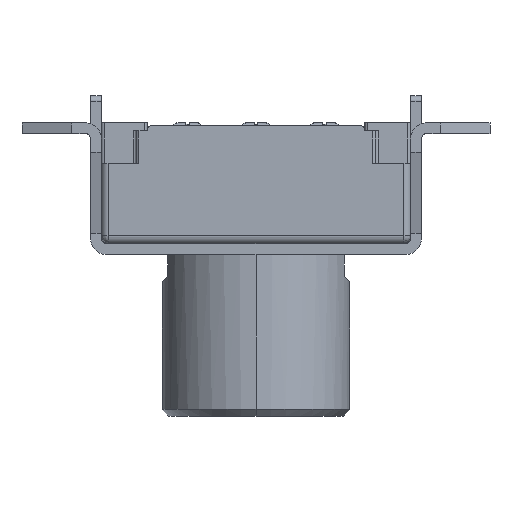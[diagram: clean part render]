
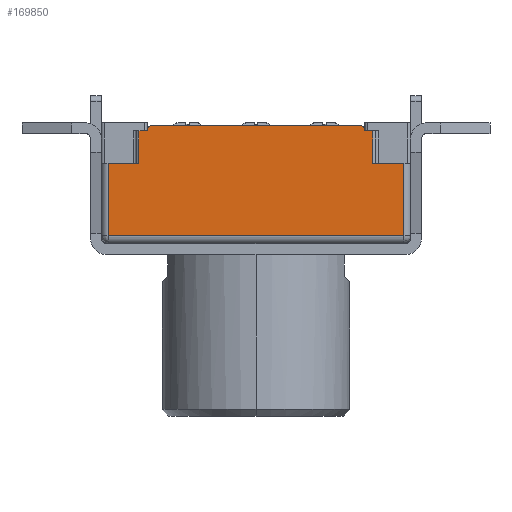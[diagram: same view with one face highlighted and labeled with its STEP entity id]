
A CAD part, left-side view. The second image highlights one B-rep face of the part: STEP entity #169850.
In plain terms, the highlighted face is planar.
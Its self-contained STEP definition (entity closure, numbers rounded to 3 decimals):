
#21530=CARTESIAN_POINT('',(10.1,11.5,1.2));
#21540=VERTEX_POINT('',#21530);
#22040=CARTESIAN_POINT('',(11.25,11.5,1.2));
#22050=VERTEX_POINT('',#22040);
#22080=CARTESIAN_POINT('',(10.2,11.5,1.2));
#22090=DIRECTION('',(1.,0.,0.));
#22100=VECTOR('',#22090,1.);
#22110=LINE('',#22080,#22100);
#22120=EDGE_CURVE('',#21540,#22050,#22110,.T.);
#72250=CARTESIAN_POINT('',(1.4,11.5,1.2));
#72260=VERTEX_POINT('',#72250);
#72290=CARTESIAN_POINT('',(0.,11.5,1.2));
#72300=DIRECTION('',(1.,0.,0.));
#72310=VECTOR('',#72300,1.);
#72320=LINE('',#72290,#72310);
#72330=CARTESIAN_POINT('',(0.25,11.5,1.2));
#72340=VERTEX_POINT('',#72330);
#72350=EDGE_CURVE('',#72340,#72260,#72320,.T.);
#72710=CARTESIAN_POINT('',(0.25,11.5,4.2));
#72720=DIRECTION('',(0.,0.,-1.));
#72730=VECTOR('',#72720,1.);
#72740=LINE('',#72710,#72730);
#72750=CARTESIAN_POINT('',(0.25,11.5,3.9));
#72760=VERTEX_POINT('',#72750);
#72770=EDGE_CURVE('',#72760,#72340,#72740,.T.);
#89520=CARTESIAN_POINT('',(1.4,11.5,0.));
#89530=VERTEX_POINT('',#89520);
#89560=CARTESIAN_POINT('',(1.4,11.5,0.));
#89570=DIRECTION('',(0.,0.,1.));
#89580=VECTOR('',#89570,1.);
#89590=LINE('',#89560,#89580);
#89600=EDGE_CURVE('',#89530,#72260,#89590,.T.);
#92100=CARTESIAN_POINT('',(10.1,11.5,0.));
#92110=DIRECTION('',(0.,0.,-1.));
#92120=VECTOR('',#92110,1.);
#92130=LINE('',#92100,#92120);
#92140=CARTESIAN_POINT('',(10.1,11.5,0.));
#92150=VERTEX_POINT('',#92140);
#92160=EDGE_CURVE('',#21540,#92150,#92130,.T.);
#143620=CARTESIAN_POINT('',(5.75,11.5,0.));
#143630=DIRECTION('',(-1.,0.,0.));
#143640=VECTOR('',#143630,1.);
#143650=LINE('',#143620,#143640);
#143660=CARTESIAN_POINT('',(9.8,11.5,0.));
#143670=VERTEX_POINT('',#143660);
#143680=EDGE_CURVE('',#92150,#143670,#143650,.T.);
#143750=CARTESIAN_POINT('',(1.7,11.5,0.));
#143760=VERTEX_POINT('',#143750);
#143770=EDGE_CURVE('',#143760,#89530,#143650,.T.);
#144050=CARTESIAN_POINT('',(9.6,11.5,0.));
#144060=DIRECTION('',(0.,-1.,0.));
#144070=DIRECTION('',(1.,0.,0.));
#144080=AXIS2_PLACEMENT_3D('',#144050,#144060,#144070);
#144090=CIRCLE('',#144080,0.2);
#144100=CARTESIAN_POINT('',(9.6,11.5,-0.2));
#144110=VERTEX_POINT('',#144100);
#144120=EDGE_CURVE('',#144110,#143670,#144090,.T.);
#145870=CARTESIAN_POINT('',(1.9,11.5,0.));
#145880=DIRECTION('',(0.,1.,0.));
#145890=DIRECTION('',(-1.,0.,0.));
#145900=AXIS2_PLACEMENT_3D('',#145870,#145880,#145890);
#145910=CIRCLE('',#145900,0.2);
#145920=CARTESIAN_POINT('',(1.9,11.5,-0.2));
#145930=VERTEX_POINT('',#145920);
#145940=EDGE_CURVE('',#145930,#143760,#145910,.T.);
#146550=CARTESIAN_POINT('',(1.7,11.5,-0.2));
#146560=DIRECTION('',(1.,0.,0.));
#146570=VECTOR('',#146560,1.);
#146580=LINE('',#146550,#146570);
#146590=EDGE_CURVE('',#145930,#144110,#146580,.T.);
#169430=CARTESIAN_POINT('',(11.5,11.5,3.9));
#169440=DIRECTION('',(1.,0.,0.));
#169450=VECTOR('',#169440,1.);
#169460=LINE('',#169430,#169450);
#169470=CARTESIAN_POINT('',(11.25,11.5,3.9));
#169480=VERTEX_POINT('',#169470);
#169490=EDGE_CURVE('',#72760,#169480,#169460,.T.);
#169610=CARTESIAN_POINT('',(5.149,11.5,2.806));
#169620=DIRECTION('',(0.,1.,0.));
#169630=DIRECTION('',(1.,0.,0.));
#169640=AXIS2_PLACEMENT_3D('',#169610,#169620,#169630);
#169650=PLANE('',#169640);
#169660=ORIENTED_EDGE('',*,*,#169490,.T.);
#169670=ORIENTED_EDGE('',*,*,#72770,.F.);
#169680=ORIENTED_EDGE('',*,*,#72350,.F.);
#169690=ORIENTED_EDGE('',*,*,#89600,.T.);
#169700=ORIENTED_EDGE('',*,*,#143770,.T.);
#169710=ORIENTED_EDGE('',*,*,#145940,.T.);
#169720=ORIENTED_EDGE('',*,*,#146590,.F.);
#169730=ORIENTED_EDGE('',*,*,#144120,.F.);
#169740=ORIENTED_EDGE('',*,*,#143680,.T.);
#169750=ORIENTED_EDGE('',*,*,#92160,.T.);
#169760=ORIENTED_EDGE('',*,*,#22120,.F.);
#169770=CARTESIAN_POINT('',(11.25,11.5,4.2));
#169780=DIRECTION('',(0.,0.,-1.));
#169790=VECTOR('',#169780,1.);
#169800=LINE('',#169770,#169790);
#169810=EDGE_CURVE('',#169480,#22050,#169800,.T.);
#169820=ORIENTED_EDGE('',*,*,#169810,.T.);
#169830=EDGE_LOOP('',(#169820,#169760,#169750,#169740,#169730,#169720,
#169710,#169700,#169690,#169680,#169670,#169660));
#169840=FACE_OUTER_BOUND('',#169830,.T.);
#169850=ADVANCED_FACE('',(#169840),#169650,.T.);
